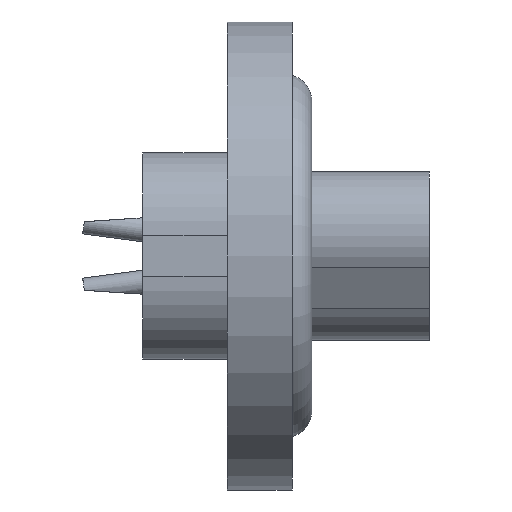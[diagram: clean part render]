
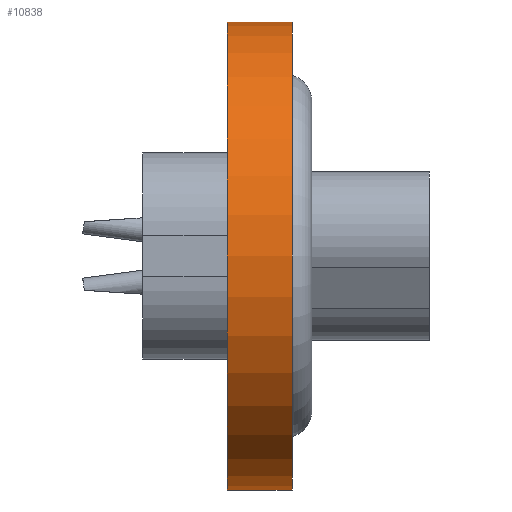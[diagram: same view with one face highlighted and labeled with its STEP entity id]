
A CAD part, left-side view. The second image highlights one B-rep face of the part: STEP entity #10838.
In plain terms, the highlighted cylindrical face has radius 8.5 mm (diameter 17 mm), a partial arc.
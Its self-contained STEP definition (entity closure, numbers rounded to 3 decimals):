
#1026=CARTESIAN_POINT('',(-8.58,0.,0.));
#1027=DIRECTION('',(0.,1.,0.));
#1028=DIRECTION('',(0.,0.,-1.));
#1029=AXIS2_PLACEMENT_3D('',#1026,#1027,#1028);
#1062=DIRECTION('',(0.,1.,0.));
#1063=VECTOR('',#1062,2.36);
#1064=CARTESIAN_POINT('',(-8.58,0.,-8.5));
#1065=LINE('',#1064,#1063);
#1074=DIRECTION('',(0.,1.,0.));
#1075=VECTOR('',#1074,2.36);
#1076=CARTESIAN_POINT('',(-8.58,0.,8.5));
#1077=LINE('',#1076,#1075);
#1078=CARTESIAN_POINT('',(-8.58,2.36,0.));
#1079=DIRECTION('',(0.,1.,0.));
#1080=DIRECTION('',(0.,0.,-1.));
#1081=AXIS2_PLACEMENT_3D('',#1078,#1079,#1080);
#8044=CARTESIAN_POINT('',(-8.58,0.,8.5));
#8046=VERTEX_POINT('',#8044);
#8049=CARTESIAN_POINT('',(-8.58,0.,-8.5));
#8051=VERTEX_POINT('',#8049);
#8052=CARTESIAN_POINT('',(-8.58,2.36,8.5));
#8054=VERTEX_POINT('',#8052);
#8057=CARTESIAN_POINT('',(-8.58,2.36,-8.5));
#8059=VERTEX_POINT('',#8057);
#10824=CARTESIAN_POINT('',(-8.58,0.,0.));
#10825=DIRECTION('',(0.,1.,0.));
#10826=DIRECTION('',(1.,0.,0.));
#10827=AXIS2_PLACEMENT_3D('',#10824,#10825,#10826);
#10828=CYLINDRICAL_SURFACE('',#10827,8.5);
#10829=ORIENTED_EDGE('',*,*,#10804,.F.);
#10831=ORIENTED_EDGE('',*,*,#10830,.T.);
#10833=ORIENTED_EDGE('',*,*,#10832,.T.);
#10835=ORIENTED_EDGE('',*,*,#10834,.F.);
#10836=EDGE_LOOP('',(#10829,#10831,#10833,#10835));
#10837=FACE_OUTER_BOUND('',#10836,.F.);
#10838=ADVANCED_FACE('',(#10837),#10828,.T.);
#1030=CIRCLE('',#1029,8.5);
#1082=CIRCLE('',#1081,8.5);
#10804=EDGE_CURVE('',#8051,#8046,#1030,.T.);
#10830=EDGE_CURVE('',#8051,#8059,#1065,.T.);
#10832=EDGE_CURVE('',#8059,#8054,#1082,.T.);
#10834=EDGE_CURVE('',#8046,#8054,#1077,.T.);
